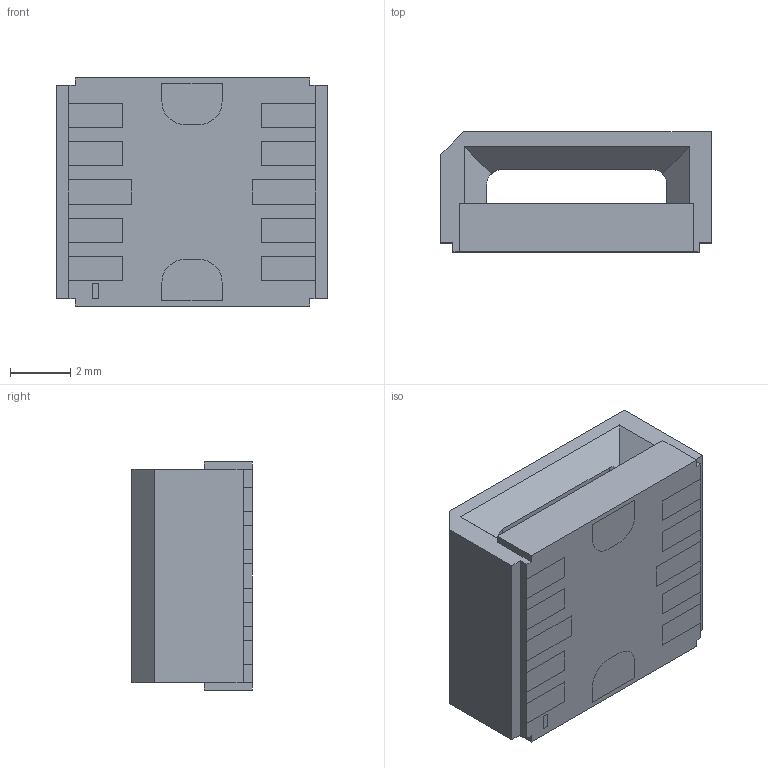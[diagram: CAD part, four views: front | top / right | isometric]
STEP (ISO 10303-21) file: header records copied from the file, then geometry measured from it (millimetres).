
FILE_DESCRIPTION (( 'STEP AP214' ), '1' );
FILE_NAME ('FS3000-1005.STEP', '2023-08-11T03:50:09', ( '' ), ( '' ), 'SwSTEP 2.0', 'SolidWorks 2022', '' );
FILE_SCHEMA (( 'AUTOMOTIVE_DESIGN' ));
Length unit declared in the file: millimetre
Products named in the file (1): FS3000-1005
Bounding box: 9 x 4 x 7.6 mm (x, y, z)
Volume: 205.5 mm3; surface area: 440.5 mm2
Topology: 14 solids, 14 shells, 190 faces, 463 edges, 302 vertices
Faces by surface type: plane 180, cylinder 10
Entity records: 6929 total; most frequent: CARTESIAN_POINT 980, ORIENTED_EDGE 926, DIRECTION 853, EDGE_CURVE 463, LINE 439, VECTOR 439, VERTEX_POINT 302, AXIS2_PLACEMENT_3D 207
